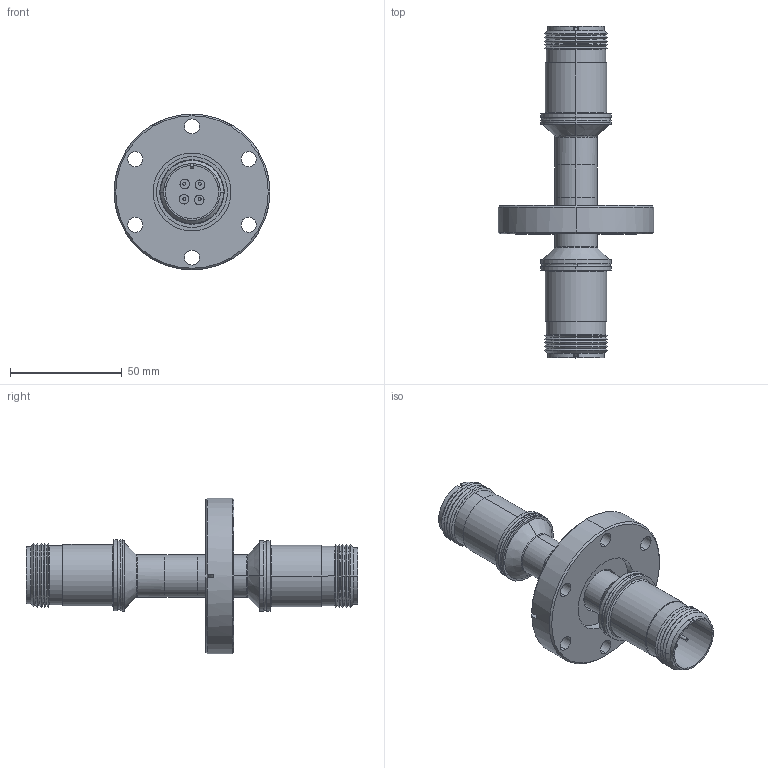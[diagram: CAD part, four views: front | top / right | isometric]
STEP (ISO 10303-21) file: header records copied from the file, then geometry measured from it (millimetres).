
FILE_DESCRIPTION (( 'STEP AP203' ), '1' );
FILE_NAME ('A2208-1-W.STEP', '2013-03-18T17:41:56', ( '' ), ( '' ), 'SwSTEP 2.0', 'SolidWorks 2012', '' );
FILE_SCHEMA (( 'CONFIG_CONTROL_DESIGN' ));
Length unit declared in the file: inch
Products named in the file (1): A2208-1-W
Bounding box: 69.85 x 148.72 x 69.85 mm (x, y, z)
Volume: 57403 mm3; surface area: 48502.6 mm2
Topology: 1 solids, 2 shells, 391 faces, 892 edges, 572 vertices
Faces by surface type: cylinder 199, plane 103, cone 57, bspline 32
Entity records: 12139 total; most frequent: CARTESIAN_POINT 2878, DIRECTION 2102, ORIENTED_EDGE 1784, AXIS2_PLACEMENT_3D 900, EDGE_CURVE 892, VERTEX_POINT 572, CIRCLE 540, EDGE_LOOP 506
